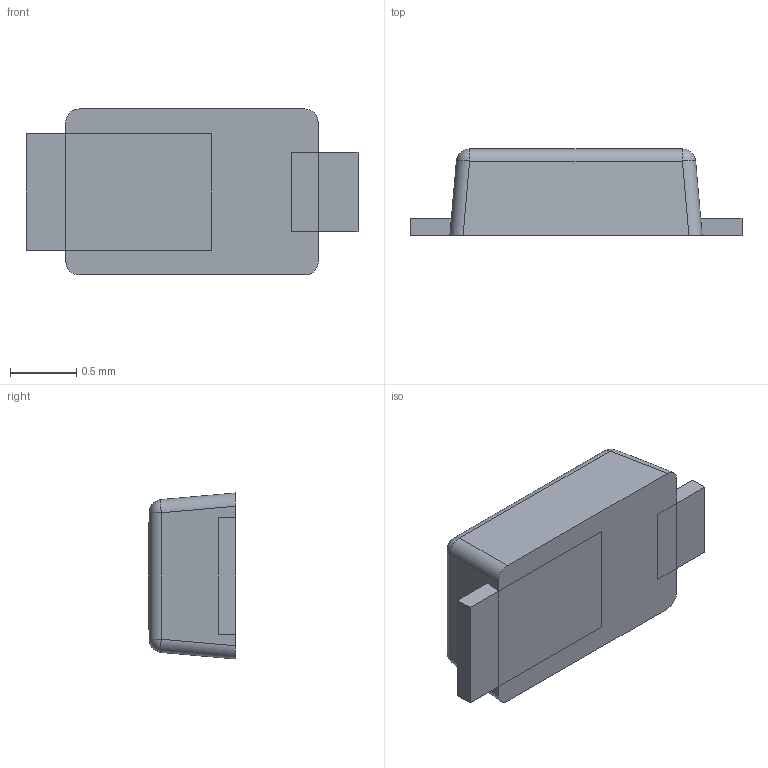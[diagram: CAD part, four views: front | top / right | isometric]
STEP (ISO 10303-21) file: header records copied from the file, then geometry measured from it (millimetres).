
FILE_DESCRIPTION (( 'STEP AP214' ), '1' );
FILE_NAME ('C9575D6A-8488-4BEA-BD24-11EDBF3ECD80.STEP', '2022-10-08T20:08:28', ( '' ), ( '' ), 'SwSTEP 2.0', 'SolidWorks 2022', '' );
FILE_SCHEMA (( 'AUTOMOTIVE_DESIGN' ));
Length unit declared in the file: millimetre
Products named in the file (1): C9575D6A-8488-4BEA-BD24-11EDBF3ECD80
Bounding box: 2.5 x 0.66 x 1.25 mm (x, y, z)
Volume: 1.6 mm3; surface area: 12 mm2
Topology: 3 solids, 3 shells, 50 faces, 206 edges, 174 vertices
Faces by surface type: plane 38, cylinder 8, sphere 4
Entity records: 3601 total; most frequent: CARTESIAN_POINT 1473, ORIENTED_EDGE 404, DIRECTION 244, EDGE_CURVE 202, VERTEX_POINT 174, LINE 118, VECTOR 118, B_SPLINE_CURVE_WITH_KNOTS 68
